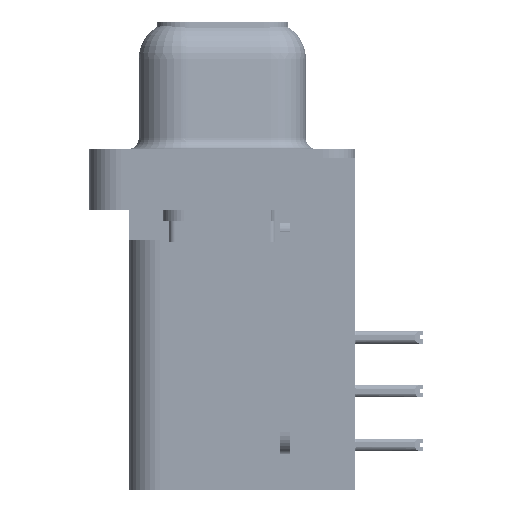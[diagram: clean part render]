
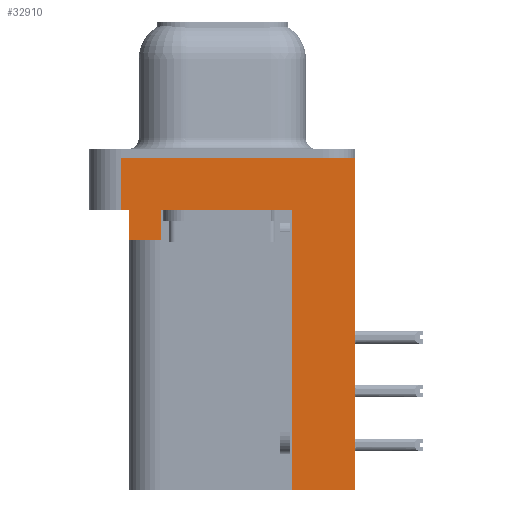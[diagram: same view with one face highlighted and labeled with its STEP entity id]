
A CAD part, left-side view. The second image highlights one B-rep face of the part: STEP entity #32910.
In plain terms, the highlighted planar face has unit normal (-1, 0, 0).
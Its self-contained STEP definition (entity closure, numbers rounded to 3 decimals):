
#866 = EDGE_CURVE ( 'NONE', #8100, #47400, #45783, .T. ) ;
#962 = DIRECTION ( 'NONE',  ( 0., 0., 1. ) ) ;
#1882 = EDGE_CURVE ( 'NONE', #31128, #12885, #29192, .T. ) ;
#2064 = CARTESIAN_POINT ( 'NONE',  ( -2.91, -3.295, -15.7 ) ) ;
#3539 = ORIENTED_EDGE ( 'NONE', *, *, #866, .T. ) ;
#3896 = VECTOR ( 'NONE', #9478, 1000. ) ;
#4571 = EDGE_CURVE ( 'NONE', #43756, #47400, #27248, .T. ) ;
#4821 = CARTESIAN_POINT ( 'NONE',  ( -2.91, -6.275, 0. ) ) ;
#4950 = EDGE_CURVE ( 'NONE', #51087, #12885, #39219, .T. ) ;
#6887 = VECTOR ( 'NONE', #13990, 1000. ) ;
#7514 = CARTESIAN_POINT ( 'NONE',  ( -2.91, 4.425, -3.9 ) ) ;
#7648 = VECTOR ( 'NONE', #962, 1000. ) ;
#7795 = ORIENTED_EDGE ( 'NONE', *, *, #4571, .F. ) ;
#8100 = VERTEX_POINT ( 'NONE', #15503 ) ;
#8314 = ORIENTED_EDGE ( 'NONE', *, *, #49105, .T. ) ;
#9337 = CARTESIAN_POINT ( 'NONE',  ( -2.91, -6.275, -2.5 ) ) ;
#9478 = DIRECTION ( 'NONE',  ( 0., -1., 0. ) ) ;
#9741 = EDGE_CURVE ( 'NONE', #16219, #51087, #25586, .T. ) ;
#11422 = CARTESIAN_POINT ( 'NONE',  ( -2.91, -6.275, -15.7 ) ) ;
#12687 = VECTOR ( 'NONE', #52222, 1000. ) ;
#12724 = VERTEX_POINT ( 'NONE', #11422 ) ;
#12885 = VERTEX_POINT ( 'NONE', #16691 ) ;
#13489 = VERTEX_POINT ( 'NONE', #41616 ) ;
#13990 = DIRECTION ( 'NONE',  ( 0., -1., 0. ) ) ;
#14053 = CARTESIAN_POINT ( 'NONE',  ( -2.91, 4.425, -3.9 ) ) ;
#14209 = PLANE ( 'NONE',  #49867 ) ;
#14690 = DIRECTION ( 'NONE',  ( 0., 0., 1. ) ) ;
#15240 = LINE ( 'NONE', #45904, #27285 ) ;
#15503 = CARTESIAN_POINT ( 'NONE',  ( -2.91, 4.775, -2.5 ) ) ;
#16219 = VERTEX_POINT ( 'NONE', #37507 ) ;
#16691 = CARTESIAN_POINT ( 'NONE',  ( -2.91, -3.295, -2.5 ) ) ;
#17241 = VECTOR ( 'NONE', #14690, 1000. ) ;
#17833 = CARTESIAN_POINT ( 'NONE',  ( -2.91, 2.895, -3.9 ) ) ;
#18505 = LINE ( 'NONE', #38933, #17241 ) ;
#19009 = EDGE_CURVE ( 'NONE', #13489, #34698, #32507, .T. ) ;
#19721 = ORIENTED_EDGE ( 'NONE', *, *, #30741, .F. ) ;
#19875 = ORIENTED_EDGE ( 'NONE', *, *, #1882, .F. ) ;
#20868 = EDGE_CURVE ( 'NONE', #8100, #13489, #15240, .T. ) ;
#22159 = ORIENTED_EDGE ( 'NONE', *, *, #9741, .T. ) ;
#22301 = DIRECTION ( 'NONE',  ( 0., 0., 1. ) ) ;
#23949 = CARTESIAN_POINT ( 'NONE',  ( -2.91, -6.275, 0. ) ) ;
#24296 = VECTOR ( 'NONE', #42116, 1000. ) ;
#25586 = LINE ( 'NONE', #17833, #24296 ) ;
#27248 = LINE ( 'NONE', #14053, #34181 ) ;
#27285 = VECTOR ( 'NONE', #33649, 1000. ) ;
#27725 = DIRECTION ( 'NONE',  ( 0., 1., 0. ) ) ;
#27929 = CARTESIAN_POINT ( 'NONE',  ( -2.91, -3.295, -15.7 ) ) ;
#28055 = DIRECTION ( 'NONE',  ( 0., -1., 0. ) ) ;
#29021 = CARTESIAN_POINT ( 'NONE',  ( -2.91, 4.425, -2.5 ) ) ;
#29192 = LINE ( 'NONE', #2064, #7648 ) ;
#30741 = EDGE_CURVE ( 'NONE', #16219, #43756, #44936, .T. ) ;
#31128 = VERTEX_POINT ( 'NONE', #50743 ) ;
#32507 = LINE ( 'NONE', #23949, #43295 ) ;
#32603 = ORIENTED_EDGE ( 'NONE', *, *, #19009, .F. ) ;
#32910 = ADVANCED_FACE ( 'NONE', ( #40872 ), #14209, .T. ) ;
#33466 = ORIENTED_EDGE ( 'NONE', *, *, #4950, .T. ) ;
#33649 = DIRECTION ( 'NONE',  ( 0., 0., 1. ) ) ;
#34113 = VECTOR ( 'NONE', #27725, 1000. ) ;
#34181 = VECTOR ( 'NONE', #38285, 1000. ) ;
#34698 = VERTEX_POINT ( 'NONE', #4821 ) ;
#36708 = ORIENTED_EDGE ( 'NONE', *, *, #20868, .F. ) ;
#37507 = CARTESIAN_POINT ( 'NONE',  ( -2.91, 2.895, -3.9 ) ) ;
#38224 = CARTESIAN_POINT ( 'NONE',  ( -2.91, -6.275, -2.5 ) ) ;
#38285 = DIRECTION ( 'NONE',  ( 0., 0., 1. ) ) ;
#38933 = CARTESIAN_POINT ( 'NONE',  ( -2.91, -6.275, -2.5 ) ) ;
#39219 = LINE ( 'NONE', #38224, #6887 ) ;
#40872 = FACE_OUTER_BOUND ( 'NONE', #50601, .T. ) ;
#41616 = CARTESIAN_POINT ( 'NONE',  ( -2.91, 4.775, 0. ) ) ;
#42116 = DIRECTION ( 'NONE',  ( 0., 0., 1. ) ) ;
#42510 = CARTESIAN_POINT ( 'NONE',  ( -2.91, -6.275, -2.5 ) ) ;
#42986 = CARTESIAN_POINT ( 'NONE',  ( -2.91, 2.895, -2.5 ) ) ;
#43295 = VECTOR ( 'NONE', #28055, 1000. ) ;
#43756 = VERTEX_POINT ( 'NONE', #47771 ) ;
#44936 = LINE ( 'NONE', #7514, #34113 ) ;
#45037 = LINE ( 'NONE', #27929, #12687 ) ;
#45783 = LINE ( 'NONE', #9337, #3896 ) ;
#45880 = ORIENTED_EDGE ( 'NONE', *, *, #51822, .F. ) ;
#45904 = CARTESIAN_POINT ( 'NONE',  ( -2.91, 4.775, -2.5 ) ) ;
#46614 = DIRECTION ( 'NONE',  ( -1., 0., 0. ) ) ;
#47400 = VERTEX_POINT ( 'NONE', #29021 ) ;
#47771 = CARTESIAN_POINT ( 'NONE',  ( -2.91, 4.425, -3.9 ) ) ;
#49105 = EDGE_CURVE ( 'NONE', #12724, #34698, #18505, .T. ) ;
#49867 = AXIS2_PLACEMENT_3D ( 'NONE', #42510, #46614, #22301 ) ;
#50601 = EDGE_LOOP ( 'NONE', ( #32603, #36708, #3539, #7795, #19721, #22159, #33466, #19875, #45880, #8314 ) ) ;
#50743 = CARTESIAN_POINT ( 'NONE',  ( -2.91, -3.295, -15.7 ) ) ;
#51087 = VERTEX_POINT ( 'NONE', #42986 ) ;
#51822 = EDGE_CURVE ( 'NONE', #12724, #31128, #45037, .T. ) ;
#52222 = DIRECTION ( 'NONE',  ( 0., 1., 0. ) ) ;
